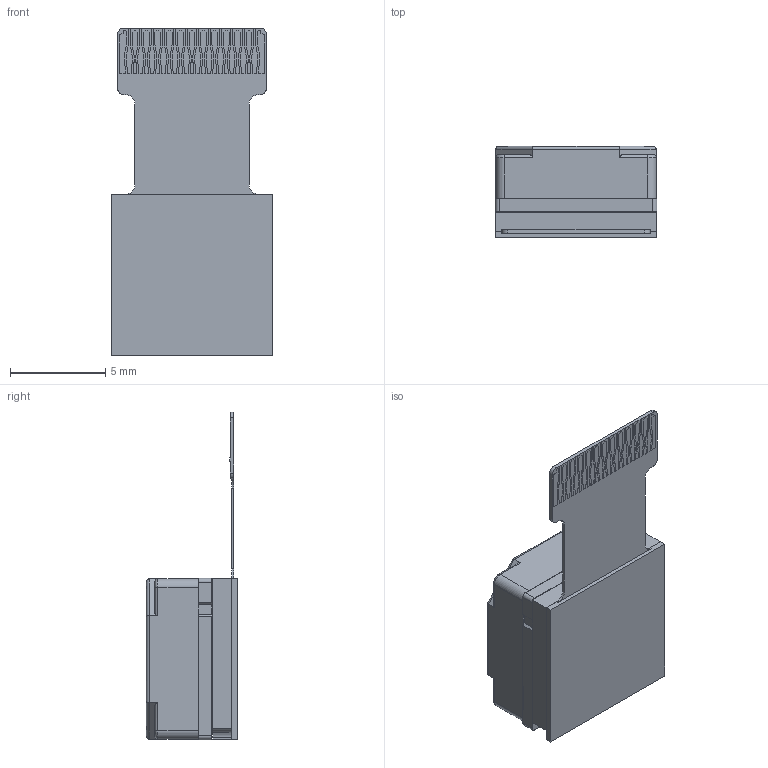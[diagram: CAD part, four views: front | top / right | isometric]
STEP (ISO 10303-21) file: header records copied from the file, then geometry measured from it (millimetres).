
FILE_DESCRIPTION((''),'2;1');
FILE_NAME('KLT-L7MA-HI-843B-V1-0_ASM','2022-06-11T15:49:52',('Kevin'),(''),'CREO PARAMETRIC BY PTC INC, 2019010','CREO PARAMETRIC BY PTC INC, 2019010','');
FILE_SCHEMA(('CONFIG_CONTROL_DESIGN','SHAPE_APPEARANCE_LAYERS_GROUPS'));
Products named in the file (6): FPC; GOLDENFINGERS; SENSOR; VCM; LENS; KLT-L7MA-HI-843B-V1-0_ASM
Assembly tree (5 placements, depth 2):
  KLT-L7MA-HI-843B-V1-0_ASM
    FPC
    GOLDENFINGERS
    SENSOR
    VCM
    LENS
Bounding box: 8.5 x 4.8 x 17.24 mm (x, y, z)
Volume: 251.6 mm3; surface area: 1238 mm2
Topology: 31 solids, 32 shells, 1577 faces, 4532 edges, 3033 vertices
Faces by surface type: plane 874, cylinder 652, torus 28, bspline 9, cone 8, extrusion 4, sphere 2
Entity records: 64048 total; most frequent: CARTESIAN_POINT 15764, ORIENTED_EDGE 9056, DIRECTION 8979, EDGE_CURVE 4530, VERTEX_POINT 3033, AXIS2_PLACEMENT_3D 3003, VECTOR 2973, LINE 2969
